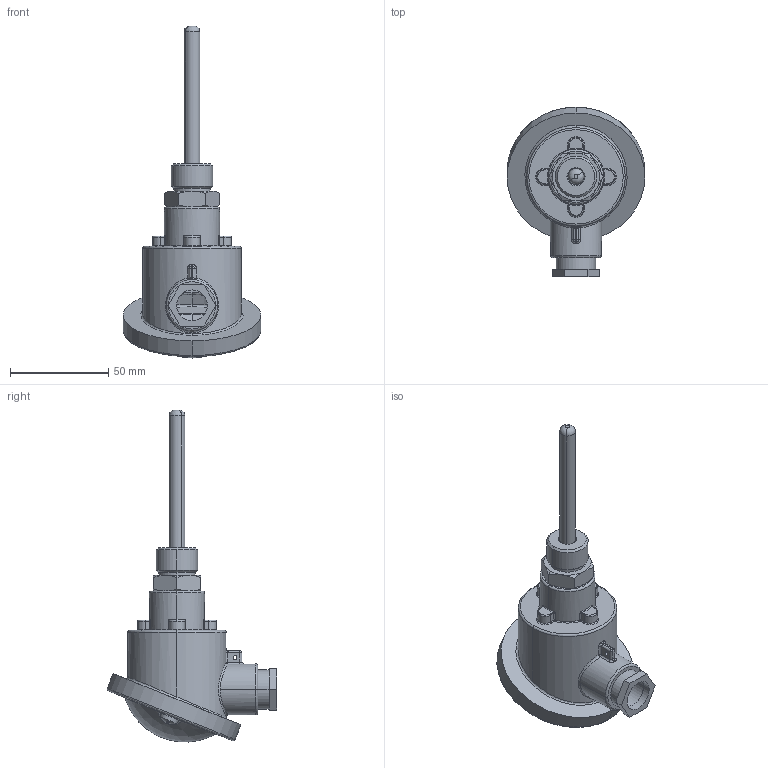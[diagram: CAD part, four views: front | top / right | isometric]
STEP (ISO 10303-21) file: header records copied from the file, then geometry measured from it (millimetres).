
FILE_DESCRIPTION (( 'STEP AP214' ), '1' );
FILE_NAME ('598.STEP', '2020-02-13T10:27:01', ( '' ), ( '' ), 'SwSTEP 2.0', 'SolidWorks 2019', '' );
FILE_SCHEMA (( 'AUTOMOTIVE_DESIGN' ));
Length unit declared in the file: millimetre
Products named in the file (1): 598
Bounding box: 70 x 86.34 x 168.73 mm (x, y, z)
Surface area: 24241.9 mm2 (no closed solid volume)
Topology: 0 solids, 5 shells, 229 faces, 538 edges, 314 vertices
Faces by surface type: cylinder 72, plane 62, torus 36, bspline 21, cone 20, sphere 18
Entity records: 10669 total; most frequent: CARTESIAN_POINT 2969, DIRECTION 1159, ORIENTED_EDGE 1033, EDGE_CURVE 528, AXIS2_PLACEMENT_3D 492, VERTEX_POINT 314, CIRCLE 283, EDGE_LOOP 245
